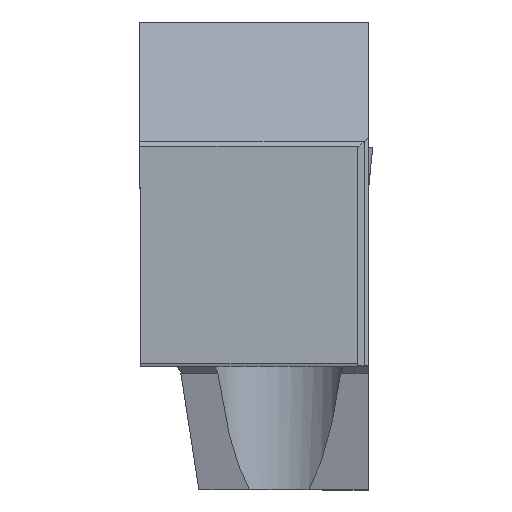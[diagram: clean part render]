
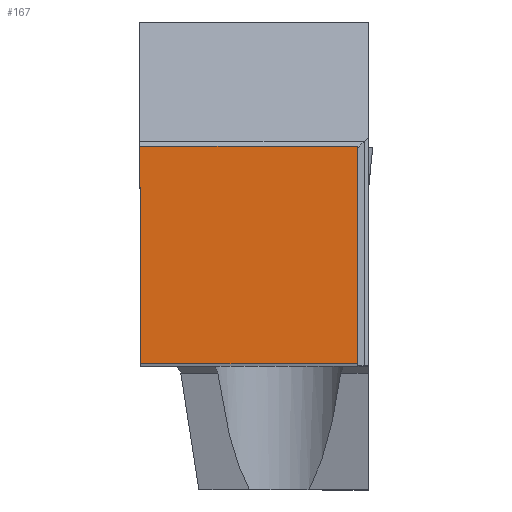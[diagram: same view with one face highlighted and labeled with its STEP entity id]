
A CAD part, top view. The second image highlights one B-rep face of the part: STEP entity #167.
In plain terms, the highlighted planar face has unit normal (0, 0, 1).
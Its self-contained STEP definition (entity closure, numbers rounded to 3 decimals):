
#167=ADVANCED_FACE('BLANK_BOXF006',(#281),#220,.F.);
#220=PLANE('',#1405);
#281=FACE_OUTER_BOUND('',#342,.T.);
#342=EDGE_LOOP('',(#890,#891,#892,#893));
#479=LINE('',#2213,#622);
#483=LINE('',#2221,#626);
#484=LINE('',#2224,#627);
#485=LINE('',#2225,#628);
#622=VECTOR('',#1672,1.);
#626=VECTOR('',#1678,1.);
#627=VECTOR('',#1679,1.);
#628=VECTOR('',#1680,1.);
#890=ORIENTED_EDGE('',*,*,#1245,.T.);
#891=ORIENTED_EDGE('',*,*,#1246,.T.);
#892=ORIENTED_EDGE('',*,*,#1241,.T.);
#893=ORIENTED_EDGE('',*,*,#1247,.T.);
#1088=VERTEX_POINT('',#2212);
#1089=VERTEX_POINT('',#2214);
#1092=VERTEX_POINT('',#2222);
#1093=VERTEX_POINT('',#2223);
#1241=EDGE_CURVE('',#1089,#1088,#479,.T.);
#1245=EDGE_CURVE('',#1092,#1093,#483,.T.);
#1246=EDGE_CURVE('',#1093,#1089,#484,.T.);
#1247=EDGE_CURVE('',#1088,#1092,#485,.T.);
#1405=AXIS2_PLACEMENT_3D('',#2226,#1681,#1682);
#1672=DIRECTION('',(0.004,-1.,0.));
#1678=DIRECTION('',(0.,1.,0.));
#1679=DIRECTION('',(-1.,0.,0.));
#1680=DIRECTION('',(1.,0.,0.));
#1681=DIRECTION('',(0.,0.,-1.));
#1682=DIRECTION('',(0.,-1.,0.));
#2212=CARTESIAN_POINT('',(0.069,0.,0.));
#2213=CARTESIAN_POINT('',(-0.478,125.349,0.));
#2214=CARTESIAN_POINT('',(0.,15.875,0.));
#2221=CARTESIAN_POINT('',(15.875,-125.35,0.));
#2222=CARTESIAN_POINT('',(15.875,0.,0.));
#2223=CARTESIAN_POINT('',(15.875,15.875,0.));
#2224=CARTESIAN_POINT('',(125.35,15.875,0.));
#2225=CARTESIAN_POINT('',(-125.35,0.,0.));
#2226=CARTESIAN_POINT('',(16.675,-9.,0.));
